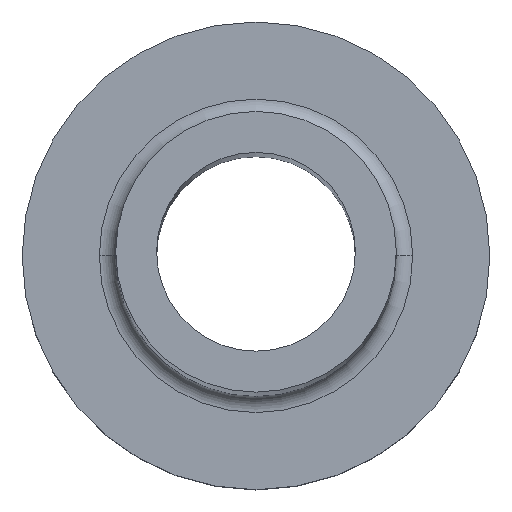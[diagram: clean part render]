
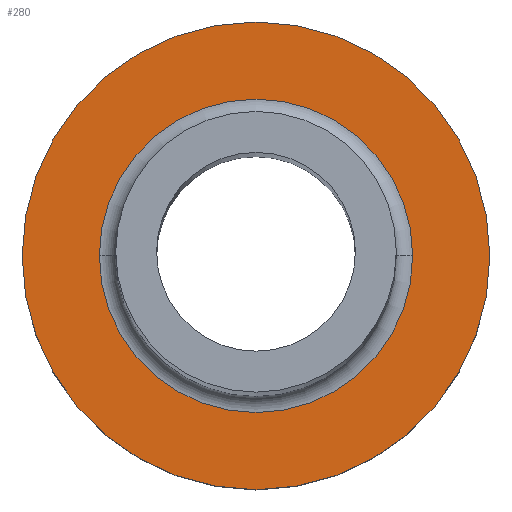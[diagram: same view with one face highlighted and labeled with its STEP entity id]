
A CAD part, top view. The second image highlights one B-rep face of the part: STEP entity #280.
In plain terms, the highlighted planar face has unit normal (0, 0, 1).
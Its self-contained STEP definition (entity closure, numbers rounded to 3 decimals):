
#3 = DIRECTION ( 'NONE',  ( 0., 0., -1. ) ) ;
#7 = DIRECTION ( 'NONE',  ( 1., 0., 0. ) ) ;
#11 = FACE_OUTER_BOUND ( 'NONE', #131, .T. ) ;
#14 = DIRECTION ( 'NONE',  ( 1., 0., 0. ) ) ;
#16 = EDGE_CURVE ( 'NONE', #376, #276, #62, .T. ) ;
#41 = PLANE ( 'NONE',  #42 ) ;
#42 = AXIS2_PLACEMENT_3D ( 'NONE', #343, #185, #106 ) ;
#44 = FACE_BOUND ( 'NONE', #72, .T. ) ;
#59 = EDGE_CURVE ( 'NONE', #246, #317, #84, .T. ) ;
#62 = CIRCLE ( 'NONE', #243, 6.7 ) ;
#72 = EDGE_LOOP ( 'NONE', ( #261, #186 ) ) ;
#84 = CIRCLE ( 'NONE', #329, 10. ) ;
#106 = DIRECTION ( 'NONE',  ( 1., 0., 0. ) ) ;
#130 = CARTESIAN_POINT ( 'NONE',  ( 0., 0., 7. ) ) ;
#131 = EDGE_LOOP ( 'NONE', ( #170, #374 ) ) ;
#168 = AXIS2_PLACEMENT_3D ( 'NONE', #275, #281, #14 ) ;
#170 = ORIENTED_EDGE ( 'NONE', *, *, #59, .T. ) ;
#173 = CARTESIAN_POINT ( 'NONE',  ( 6.7, 0., 7. ) ) ;
#185 = DIRECTION ( 'NONE',  ( 0., 0., 1. ) ) ;
#186 = ORIENTED_EDGE ( 'NONE', *, *, #226, .T. ) ;
#189 = DIRECTION ( 'NONE',  ( 0., 0., 1. ) ) ;
#199 = CIRCLE ( 'NONE', #168, 6.7 ) ;
#205 = DIRECTION ( 'NONE',  ( 1., 0., 0. ) ) ;
#206 = CARTESIAN_POINT ( 'NONE',  ( 0., 0., 7. ) ) ;
#215 = CARTESIAN_POINT ( 'NONE',  ( -10., 0., 7. ) ) ;
#226 = EDGE_CURVE ( 'NONE', #276, #376, #199, .T. ) ;
#236 = DIRECTION ( 'NONE',  ( 0., 0., 1. ) ) ;
#243 = AXIS2_PLACEMENT_3D ( 'NONE', #206, #3, #205 ) ;
#246 = VERTEX_POINT ( 'NONE', #215 ) ;
#251 = CARTESIAN_POINT ( 'NONE',  ( 10., 0., 7. ) ) ;
#261 = ORIENTED_EDGE ( 'NONE', *, *, #16, .T. ) ;
#262 = EDGE_CURVE ( 'NONE', #317, #246, #278, .T. ) ;
#264 = CARTESIAN_POINT ( 'NONE',  ( 0., 0., 7. ) ) ;
#269 = DIRECTION ( 'NONE',  ( 1., 0., 0. ) ) ;
#275 = CARTESIAN_POINT ( 'NONE',  ( 0., 0., 7. ) ) ;
#276 = VERTEX_POINT ( 'NONE', #341 ) ;
#278 = CIRCLE ( 'NONE', #284, 10. ) ;
#280 = ADVANCED_FACE ( 'NONE', ( #44, #11 ), #41, .T. ) ;
#281 = DIRECTION ( 'NONE',  ( 0., 0., -1. ) ) ;
#284 = AXIS2_PLACEMENT_3D ( 'NONE', #130, #189, #7 ) ;
#317 = VERTEX_POINT ( 'NONE', #251 ) ;
#329 = AXIS2_PLACEMENT_3D ( 'NONE', #264, #236, #269 ) ;
#341 = CARTESIAN_POINT ( 'NONE',  ( -6.7, 0., 7. ) ) ;
#343 = CARTESIAN_POINT ( 'NONE',  ( 0., 0., 7. ) ) ;
#374 = ORIENTED_EDGE ( 'NONE', *, *, #262, .T. ) ;
#376 = VERTEX_POINT ( 'NONE', #173 ) ;
